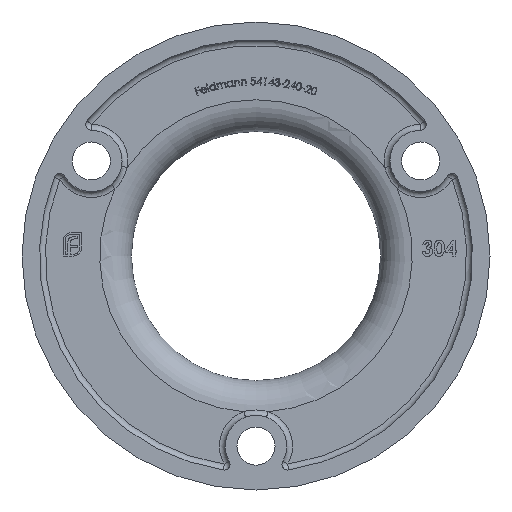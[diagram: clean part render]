
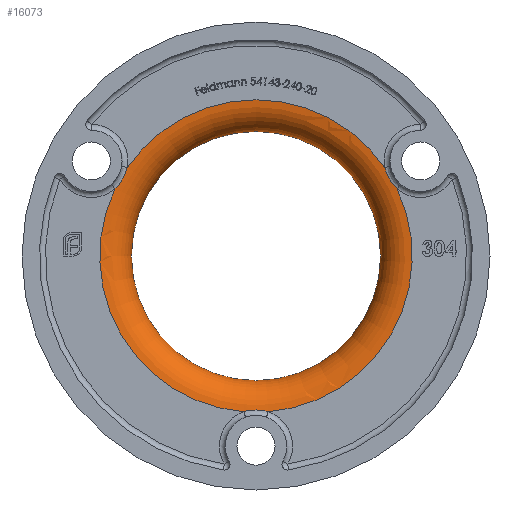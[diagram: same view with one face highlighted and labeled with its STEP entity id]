
A CAD part, front view. The second image highlights one B-rep face of the part: STEP entity #16073.
In plain terms, the highlighted toroidal (fillet/blend) face has major radius 26.7 mm and minor radius 5.4 mm.
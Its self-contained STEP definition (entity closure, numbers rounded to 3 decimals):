
#331 = CARTESIAN_POINT ( 'NONE',  ( 2.109, 1., -26.617 ) ) ;
#546 = CARTESIAN_POINT ( 'NONE',  ( 1.765, 1., -26.516 ) ) ;
#1321 = EDGE_CURVE ( 'NONE', #2454, #7464, #3498, .T. ) ;
#1454 = CARTESIAN_POINT ( 'NONE',  ( -22.081, 1., 14.786 ) ) ;
#1664 = CARTESIAN_POINT ( 'NONE',  ( 22.615, 1.013, 13.47 ) ) ;
#1666 = DIRECTION ( 'NONE',  ( 0., -1., 0. ) ) ;
#1744 = ORIENTED_EDGE ( 'NONE', *, *, #11481, .T. ) ;
#2454 = VERTEX_POINT ( 'NONE', #6531 ) ;
#3223 = CARTESIAN_POINT ( 'NONE',  ( 22.459, 1.011, 13.79 ) ) ;
#3230 = CARTESIAN_POINT ( 'NONE',  ( -22.192, 1.004, 14.448 ) ) ;
#3370 = DIRECTION ( 'NONE',  ( 0., 0., -1. ) ) ;
#3498 = B_SPLINE_CURVE_WITH_KNOTS ( 'NONE', 3,
 ( #18201, #8481, #11515, #5386, #12022, #10340, #8830, #10479, #546, #331 ),
 .UNSPECIFIED., .F., .F.,
 ( 4, 2, 2, 2, 4 ),
 ( 0., 0.001, 0.002, 0.003, 0.004 ),
 .UNSPECIFIED. ) ;
#3523 = CARTESIAN_POINT ( 'NONE',  ( -22.615, 1.013, 13.471 ) ) ;
#3538 = DIRECTION ( 'NONE',  ( 0., 0., -1. ) ) ;
#4147 = AXIS2_PLACEMENT_3D ( 'NONE', #21440, #21508, #18167 ) ;
#4840 = CARTESIAN_POINT ( 'NONE',  ( -21.996, 1., 15.135 ) ) ;
#4845 = AXIS2_PLACEMENT_3D ( 'NONE', #13269, #1666, #3370 ) ;
#5374 = EDGE_CURVE ( 'NONE', #19037, #19037, #15510, .T. ) ;
#5386 = CARTESIAN_POINT ( 'NONE',  ( -0.714, 1.011, -26.345 ) ) ;
#6070 = EDGE_CURVE ( 'NONE', #16755, #8717, #8342, .T. ) ;
#6342 = CARTESIAN_POINT ( 'NONE',  ( 22.192, 1.004, 14.448 ) ) ;
#6531 = CARTESIAN_POINT ( 'NONE',  ( -2.109, 1., -26.617 ) ) ;
#6558 = CARTESIAN_POINT ( 'NONE',  ( -24.105, 1., 11.482 ) ) ;
#6700 = CARTESIAN_POINT ( 'NONE',  ( -23.172, 1.011, 12.555 ) ) ;
#7045 = EDGE_CURVE ( 'NONE', #17347, #2454, #15819, .T. ) ;
#7119 = AXIS2_PLACEMENT_3D ( 'NONE', #13327, #18135, #9985 ) ;
#7464 = VERTEX_POINT ( 'NONE', #10217 ) ;
#7546 = AXIS2_PLACEMENT_3D ( 'NONE', #10295, #15006, #11763 ) ;
#7745 = ORIENTED_EDGE ( 'NONE', *, *, #5374, .F. ) ;
#8342 = B_SPLINE_CURVE_WITH_KNOTS ( 'NONE', 3,
 ( #21360, #13267, #19735, #16532, #18012, #1664, #3223, #6342, #18226, #19881 ),
 .UNSPECIFIED., .F., .F.,
 ( 4, 2, 2, 2, 4 ),
 ( 0., 0.001, 0.002, 0.003, 0.004 ),
 .UNSPECIFIED. ) ;
#8481 = CARTESIAN_POINT ( 'NONE',  ( -1.765, 1., -26.516 ) ) ;
#8717 = VERTEX_POINT ( 'NONE', #10977 ) ;
#8830 = CARTESIAN_POINT ( 'NONE',  ( 0.713, 1.011, -26.345 ) ) ;
#9632 = ORIENTED_EDGE ( 'NONE', *, *, #6070, .T. ) ;
#9985 = DIRECTION ( 'NONE',  ( 0., 0., -1. ) ) ;
#10217 = CARTESIAN_POINT ( 'NONE',  ( 2.109, 1., -26.617 ) ) ;
#10295 = CARTESIAN_POINT ( 'NONE',  ( 0., 6.4, 0. ) ) ;
#10340 = CARTESIAN_POINT ( 'NONE',  ( 0.357, 1.013, -26.32 ) ) ;
#10459 = ORIENTED_EDGE ( 'NONE', *, *, #1321, .T. ) ;
#10479 = CARTESIAN_POINT ( 'NONE',  ( 1.416, 1.004, -26.443 ) ) ;
#10506 = EDGE_LOOP ( 'NONE', ( #14949, #9632, #1744, #17477, #10510, #10459 ) ) ;
#10510 = ORIENTED_EDGE ( 'NONE', *, *, #7045, .T. ) ;
#10977 = CARTESIAN_POINT ( 'NONE',  ( 21.996, 1., 15.135 ) ) ;
#11452 = AXIS2_PLACEMENT_3D ( 'NONE', #11559, #11633, #3538 ) ;
#11481 = EDGE_CURVE ( 'NONE', #8717, #20447, #20645, .T. ) ;
#11515 = CARTESIAN_POINT ( 'NONE',  ( -1.417, 1.004, -26.443 ) ) ;
#11559 = CARTESIAN_POINT ( 'NONE',  ( 0., 1., 0. ) ) ;
#11633 = DIRECTION ( 'NONE',  ( 0., -1., 0. ) ) ;
#11763 = DIRECTION ( 'NONE',  ( 0., 0., -1. ) ) ;
#12022 = CARTESIAN_POINT ( 'NONE',  ( -0.359, 1.013, -26.32 ) ) ;
#12434 = EDGE_CURVE ( 'NONE', #7464, #16755, #19601, .T. ) ;
#12827 = B_SPLINE_CURVE_WITH_KNOTS ( 'NONE', 3,
 ( #4840, #1454, #3230, #14522, #3523, #18447, #6700, #14866, #18231, #19962 ),
 .UNSPECIFIED., .F., .F.,
 ( 4, 2, 2, 2, 4 ),
 ( 0., 0.001, 0.002, 0.003, 0.004 ),
 .UNSPECIFIED. ) ;
#13267 = CARTESIAN_POINT ( 'NONE',  ( 23.846, 1., 11.73 ) ) ;
#13269 = CARTESIAN_POINT ( 'NONE',  ( 0., 1., 0. ) ) ;
#13290 = TOROIDAL_SURFACE ( 'NONE', #7119, 26.7, 5.4 ) ;
#13327 = CARTESIAN_POINT ( 'NONE',  ( 0., 6.4, 0. ) ) ;
#13521 = CARTESIAN_POINT ( 'NONE',  ( -21.996, 1., 15.135 ) ) ;
#13687 = EDGE_CURVE ( 'NONE', #20447, #17347, #12827, .T. ) ;
#14050 = FACE_OUTER_BOUND ( 'NONE', #19750, .T. ) ;
#14522 = CARTESIAN_POINT ( 'NONE',  ( -22.458, 1.011, 13.791 ) ) ;
#14866 = CARTESIAN_POINT ( 'NONE',  ( -23.608, 1.004, 11.995 ) ) ;
#14949 = ORIENTED_EDGE ( 'NONE', *, *, #12434, .T. ) ;
#15006 = DIRECTION ( 'NONE',  ( 0., -1., 0. ) ) ;
#15193 = CARTESIAN_POINT ( 'NONE',  ( 24.105, 1., 11.482 ) ) ;
#15510 = CIRCLE ( 'NONE', #7546, 21.3 ) ;
#15819 = CIRCLE ( 'NONE', #11452, 26.7 ) ;
#16073 = ADVANCED_FACE ( 'NONE', ( #21107, #14050 ), #13290, .T. ) ;
#16532 = CARTESIAN_POINT ( 'NONE',  ( 23.172, 1.011, 12.554 ) ) ;
#16540 = CARTESIAN_POINT ( 'NONE',  ( 0., 6.4, -21.3 ) ) ;
#16755 = VERTEX_POINT ( 'NONE', #15193 ) ;
#17347 = VERTEX_POINT ( 'NONE', #6558 ) ;
#17477 = ORIENTED_EDGE ( 'NONE', *, *, #13687, .T. ) ;
#18012 = CARTESIAN_POINT ( 'NONE',  ( 22.974, 1.013, 12.849 ) ) ;
#18135 = DIRECTION ( 'NONE',  ( 0., -1., 0. ) ) ;
#18167 = DIRECTION ( 'NONE',  ( 0., 0., -1. ) ) ;
#18201 = CARTESIAN_POINT ( 'NONE',  ( -2.109, 1., -26.617 ) ) ;
#18226 = CARTESIAN_POINT ( 'NONE',  ( 22.081, 1., 14.786 ) ) ;
#18231 = CARTESIAN_POINT ( 'NONE',  ( -23.846, 1., 11.73 ) ) ;
#18447 = CARTESIAN_POINT ( 'NONE',  ( -22.973, 1.013, 12.851 ) ) ;
#19037 = VERTEX_POINT ( 'NONE', #16540 ) ;
#19601 = CIRCLE ( 'NONE', #4845, 26.7 ) ;
#19735 = CARTESIAN_POINT ( 'NONE',  ( 23.608, 1.004, 11.995 ) ) ;
#19750 = EDGE_LOOP ( 'NONE', ( #7745 ) ) ;
#19881 = CARTESIAN_POINT ( 'NONE',  ( 21.996, 1., 15.135 ) ) ;
#19962 = CARTESIAN_POINT ( 'NONE',  ( -24.105, 1., 11.482 ) ) ;
#20447 = VERTEX_POINT ( 'NONE', #13521 ) ;
#20645 = CIRCLE ( 'NONE', #4147, 26.7 ) ;
#21107 = FACE_OUTER_BOUND ( 'NONE', #10506, .T. ) ;
#21360 = CARTESIAN_POINT ( 'NONE',  ( 24.105, 1., 11.482 ) ) ;
#21440 = CARTESIAN_POINT ( 'NONE',  ( 0., 1., 0. ) ) ;
#21508 = DIRECTION ( 'NONE',  ( 0., -1., 0. ) ) ;
